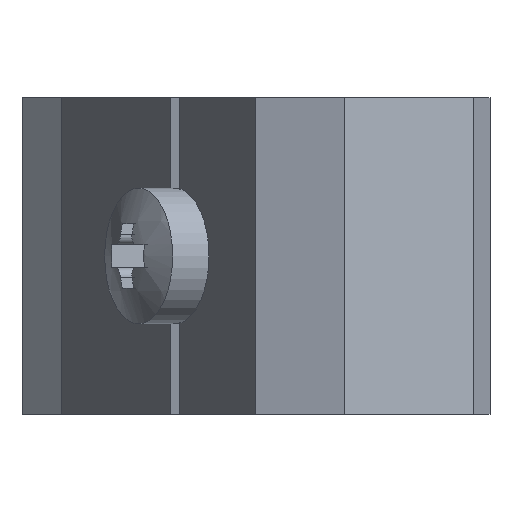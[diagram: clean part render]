
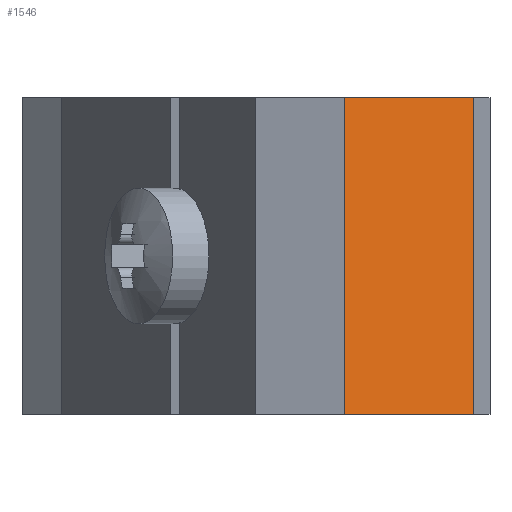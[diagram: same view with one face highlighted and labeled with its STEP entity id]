
A CAD part, left-side view. The second image highlights one B-rep face of the part: STEP entity #1546.
In plain terms, the highlighted planar face has unit normal (-0.866, -0.5, 0).
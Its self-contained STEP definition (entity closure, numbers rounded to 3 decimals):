
#51=LINE('',#2325,#220);
#55=LINE('',#2333,#224);
#56=LINE('',#2335,#225);
#57=LINE('',#2336,#226);
#220=VECTOR('',#1876,10.);
#224=VECTOR('',#1882,10.);
#225=VECTOR('',#1883,10.);
#226=VECTOR('',#1884,10.);
#379=PLANE('',#1696);
#510=FACE_OUTER_BOUND('',#596,.T.);
#596=EDGE_LOOP('',(#1133,#1134,#1135,#1136));
#757=VERTEX_POINT('',#2323);
#758=VERTEX_POINT('',#2324);
#761=VERTEX_POINT('',#2332);
#762=VERTEX_POINT('',#2334);
#908=EDGE_CURVE('',#757,#758,#51,.T.);
#912=EDGE_CURVE('',#761,#758,#55,.T.);
#913=EDGE_CURVE('',#762,#761,#56,.T.);
#914=EDGE_CURVE('',#762,#757,#57,.T.);
#1133=ORIENTED_EDGE('',*,*,#908,.T.);
#1134=ORIENTED_EDGE('',*,*,#912,.F.);
#1135=ORIENTED_EDGE('',*,*,#913,.F.);
#1136=ORIENTED_EDGE('',*,*,#914,.T.);
#1546=ADVANCED_FACE('',(#510),#379,.T.);
#1696=AXIS2_PLACEMENT_3D('',#2331,#1880,#1881);
#1876=DIRECTION('',(0.,0.,-1.));
#1880=DIRECTION('center_axis',(-0.866,-0.5,0.));
#1881=DIRECTION('ref_axis',(0.,0.,1.));
#1882=DIRECTION('',(-0.5,0.866,0.));
#1883=DIRECTION('',(0.,0.,-1.));
#1884=DIRECTION('',(-0.5,0.866,0.));
#2323=CARTESIAN_POINT('',(-11.162,3.333,0.5));
#2324=CARTESIAN_POINT('',(-11.162,3.333,-9.3));
#2325=CARTESIAN_POINT('',(-11.162,3.333,0.));
#2331=CARTESIAN_POINT('Origin',(-8.412,-1.43,0.));
#2332=CARTESIAN_POINT('',(-8.845,-0.68,-9.3));
#2333=CARTESIAN_POINT('',(-11.162,3.333,-9.3));
#2334=CARTESIAN_POINT('',(-8.845,-0.68,0.5));
#2335=CARTESIAN_POINT('',(-8.845,-0.68,0.5));
#2336=CARTESIAN_POINT('',(-8.412,-1.43,0.5));
